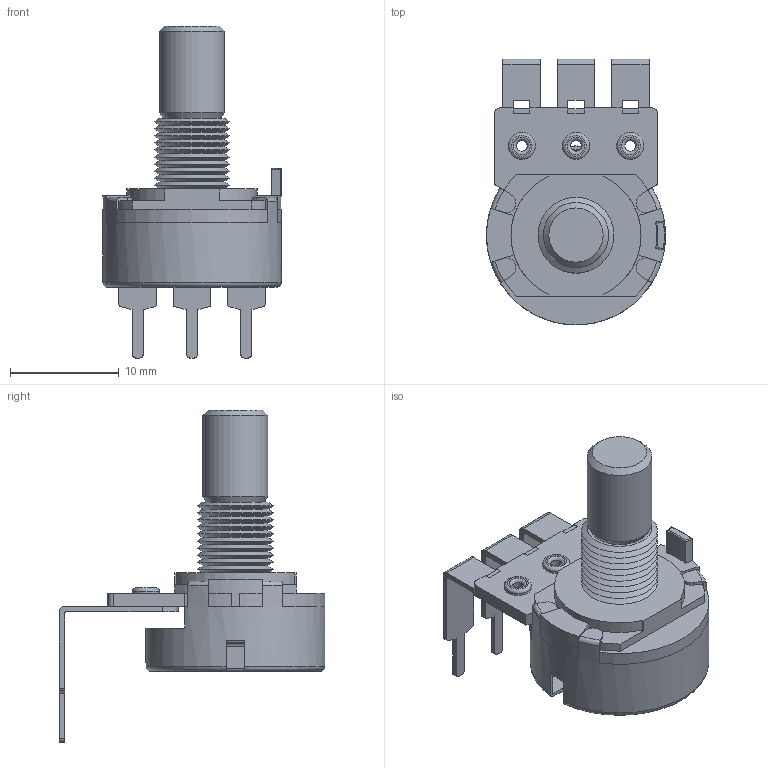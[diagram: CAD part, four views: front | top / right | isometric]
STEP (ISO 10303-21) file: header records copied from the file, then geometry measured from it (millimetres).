
FILE_DESCRIPTION(('FreeCAD Model'),'2;1');
FILE_NAME('Open CASCADE Shape Model','2024-08-11T19:15:50',(''),(''), 'Open CASCADE STEP processor 7.7','FreeCAD','Unknown');
FILE_SCHEMA(('AUTOMOTIVE_DESIGN { 1 0 10303 214 1 1 1 1 }'));
Length unit declared in the file: millimetre
Products named in the file (6): th_potentiometer_rv16af_41_15r1; Body; Body001; Body002; Array; Body003
Assembly tree (8 placements, depth 3):
  th_potentiometer_rv16af_41_15r1
    Body
    Body001
    Body002
    Array
      Body003  x3
    Body003
Bounding box: 16.5 x 24.5 x 30.6 mm (x, y, z)
Volume: 1356.7 mm3; surface area: 3250.6 mm2
Topology: 7 solids, 7 shells, 326 faces, 863 edges, 558 vertices
Faces by surface type: plane 188, cylinder 95, cone 22, torus 21
Full cylindrical faces by diameter (mm): 1 x4, 1.5 x7, 2.5 x4, 6 x1, 15.8 x1, 16.5 x1
Entity records: 6848 total; most frequent: CARTESIAN_POINT 1282, DIRECTION 1170, ORIENTED_EDGE 1126, EDGE_CURVE 563, AXIS2_PLACEMENT_3D 401, LINE 368, VECTOR 368, VERTEX_POINT 363
